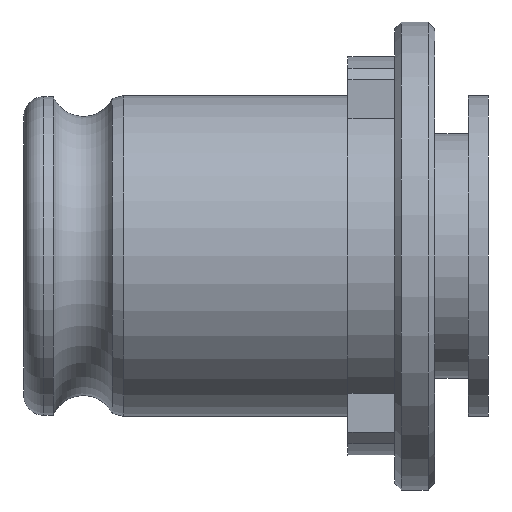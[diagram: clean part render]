
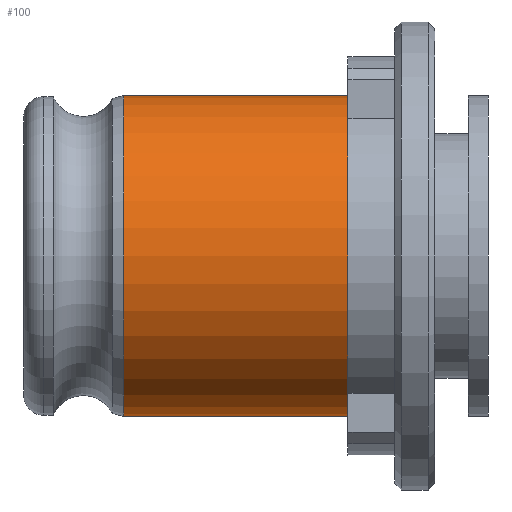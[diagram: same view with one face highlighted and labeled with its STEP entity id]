
A CAD part, front view. The second image highlights one B-rep face of the part: STEP entity #100.
In plain terms, the highlighted cylindrical face has radius 24 mm (diameter 48 mm), a full revolution.
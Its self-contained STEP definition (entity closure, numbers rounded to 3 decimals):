
#100 = ADVANCED_FACE( '', ( #231, #232 ), #233, .T. );
#231 = FACE_OUTER_BOUND( '', #402, .T. );
#232 = FACE_OUTER_BOUND( '', #403, .T. );
#233 = CYLINDRICAL_SURFACE( '', #404, 24. );
#402 = EDGE_LOOP( '', ( #636 ) );
#403 = EDGE_LOOP( '', ( #637, #638, #639, #640 ) );
#404 = AXIS2_PLACEMENT_3D( '', #641, #642, #643 );
#636 = ORIENTED_EDGE( '', *, *, #973, .F. );
#637 = ORIENTED_EDGE( '', *, *, #974, .T. );
#638 = ORIENTED_EDGE( '', *, *, #938, .T. );
#639 = ORIENTED_EDGE( '', *, *, #975, .T. );
#640 = ORIENTED_EDGE( '', *, *, #976, .T. );
#641 = CARTESIAN_POINT( '', ( -34.75, 0., 0. ) );
#642 = DIRECTION( '', ( 1., 0., 0. ) );
#643 = DIRECTION( '', ( 0., 0., 1. ) );
#938 = EDGE_CURVE( '', #1107, #1056, #1108, .T. );
#973 = EDGE_CURVE( '', #1163, #1163, #1164, .T. );
#974 = EDGE_CURVE( '', #1165, #1107, #1166, .T. );
#975 = EDGE_CURVE( '', #1056, #1139, #1167, .T. );
#976 = EDGE_CURVE( '', #1139, #1165, #1168, .T. );
#1056 = VERTEX_POINT( '', #1272 );
#1107 = VERTEX_POINT( '', #1378 );
#1108 = CIRCLE( '', #1379, 24. );
#1139 = VERTEX_POINT( '', #1421 );
#1163 = VERTEX_POINT( '', #1452 );
#1164 = CIRCLE( '', #1453, 24. );
#1165 = VERTEX_POINT( '', #1454 );
#1166 = CIRCLE( '', #1455, 24. );
#1167 = CIRCLE( '', #1456, 24. );
#1168 = CIRCLE( '', #1457, 24. );
#1272 = CARTESIAN_POINT( '', ( 13.75, 12., 20.785 ) );
#1378 = CARTESIAN_POINT( '', ( 13.75, -12., 20.785 ) );
#1379 = AXIS2_PLACEMENT_3D( '', #1620, #1621, #1622 );
#1421 = CARTESIAN_POINT( '', ( 13.75, 12., -20.785 ) );
#1452 = CARTESIAN_POINT( '', ( -19.778, 0., 24. ) );
#1453 = AXIS2_PLACEMENT_3D( '', #1662, #1663, #1664 );
#1454 = CARTESIAN_POINT( '', ( 13.75, -12., -20.785 ) );
#1455 = AXIS2_PLACEMENT_3D( '', #1665, #1666, #1667 );
#1456 = AXIS2_PLACEMENT_3D( '', #1668, #1669, #1670 );
#1457 = AXIS2_PLACEMENT_3D( '', #1671, #1672, #1673 );
#1620 = CARTESIAN_POINT( '', ( 13.75, 0., 0. ) );
#1621 = DIRECTION( '', ( -1., 0., 0. ) );
#1622 = DIRECTION( '', ( 0., 0., 1. ) );
#1662 = CARTESIAN_POINT( '', ( -19.778, 0., 0. ) );
#1663 = DIRECTION( '', ( -1., 0., 0. ) );
#1664 = DIRECTION( '', ( 0., 0., 1. ) );
#1665 = CARTESIAN_POINT( '', ( 13.75, 0., 0. ) );
#1666 = DIRECTION( '', ( -1., 0., 0. ) );
#1667 = DIRECTION( '', ( 0., 0., 1. ) );
#1668 = CARTESIAN_POINT( '', ( 13.75, 0., 0. ) );
#1669 = DIRECTION( '', ( -1., 0., 0. ) );
#1670 = DIRECTION( '', ( 0., 0., 1. ) );
#1671 = CARTESIAN_POINT( '', ( 13.75, 0., 0. ) );
#1672 = DIRECTION( '', ( -1., 0., 0. ) );
#1673 = DIRECTION( '', ( 0., 0., 1. ) );
